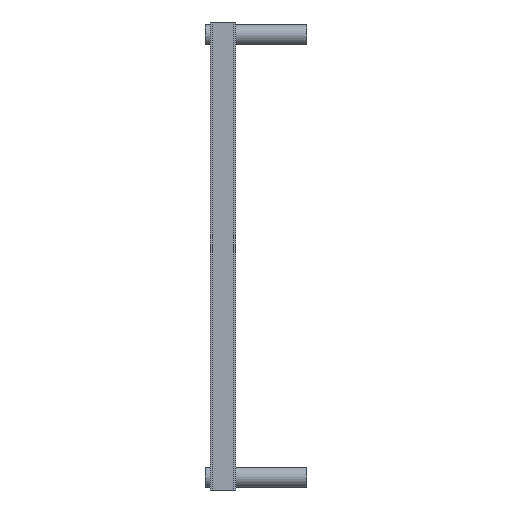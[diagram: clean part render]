
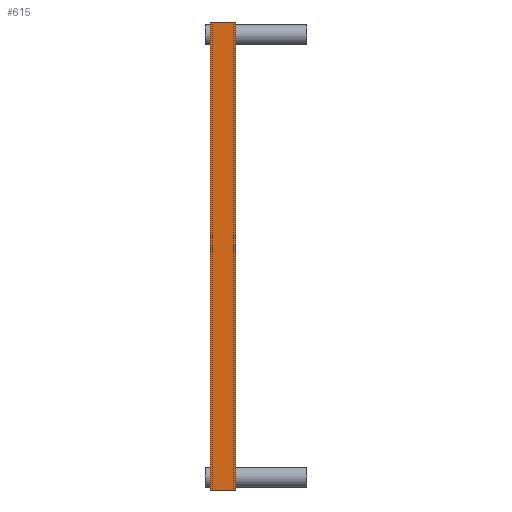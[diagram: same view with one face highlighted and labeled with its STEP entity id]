
A CAD part, front view. The second image highlights one B-rep face of the part: STEP entity #615.
In plain terms, the highlighted face is planar.
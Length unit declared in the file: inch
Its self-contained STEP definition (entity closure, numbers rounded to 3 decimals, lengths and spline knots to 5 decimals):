
#107=FACE_OUTER_BOUND('',#142,.T.);
#142=EDGE_LOOP('',(#447,#448,#449,#450));
#196=LINE('',#942,#252);
#205=LINE('',#959,#261);
#206=LINE('',#962,#262);
#207=LINE('',#963,#263);
#252=VECTOR('',#754,1.25);
#261=VECTOR('',#765,23.);
#262=VECTOR('',#768,1.25);
#263=VECTOR('',#769,23.);
#308=VERTEX_POINT('',#939);
#309=VERTEX_POINT('',#941);
#316=VERTEX_POINT('',#957);
#317=VERTEX_POINT('',#961);
#360=EDGE_CURVE('',#308,#309,#196,.T.);
#369=EDGE_CURVE('',#316,#308,#205,.T.);
#370=EDGE_CURVE('',#316,#317,#206,.T.);
#371=EDGE_CURVE('',#317,#309,#207,.T.);
#447=ORIENTED_EDGE('',*,*,#360,.F.);
#448=ORIENTED_EDGE('',*,*,#369,.F.);
#449=ORIENTED_EDGE('',*,*,#370,.T.);
#450=ORIENTED_EDGE('',*,*,#371,.T.);
#589=PLANE('',#685);
#615=ADVANCED_FACE('',(#107),#589,.T.);
#685=AXIS2_PLACEMENT_3D('',#960,#766,#767);
#754=DIRECTION('',(0.,0.,-1.));
#765=DIRECTION('',(-1.,0.,0.));
#766=DIRECTION('center_axis',(0.,1.,0.));
#767=DIRECTION('ref_axis',(0.,0.,1.));
#768=DIRECTION('',(0.,0.,-1.));
#769=DIRECTION('',(-1.,0.,0.));
#939=CARTESIAN_POINT('',(0.,0.625,0.625));
#941=CARTESIAN_POINT('',(0.,0.625,-0.625));
#942=CARTESIAN_POINT('',(0.,0.625,0.625));
#957=CARTESIAN_POINT('',(23.,0.625,0.625));
#959=CARTESIAN_POINT('',(23.,0.625,0.625));
#960=CARTESIAN_POINT('Origin',(0.,0.625,-0.625));
#961=CARTESIAN_POINT('',(23.,0.625,-0.625));
#962=CARTESIAN_POINT('',(23.,0.625,0.625));
#963=CARTESIAN_POINT('',(23.,0.625,-0.625));
